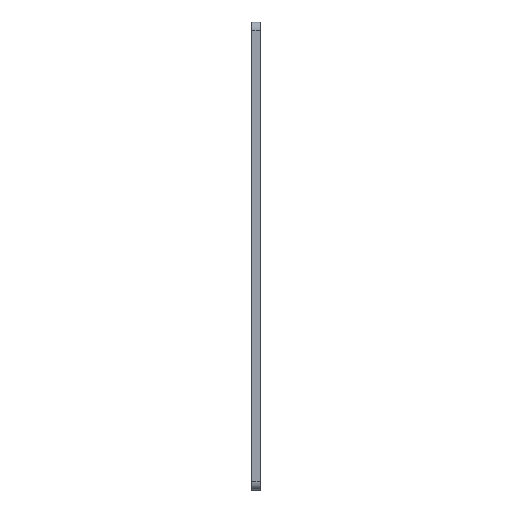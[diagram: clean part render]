
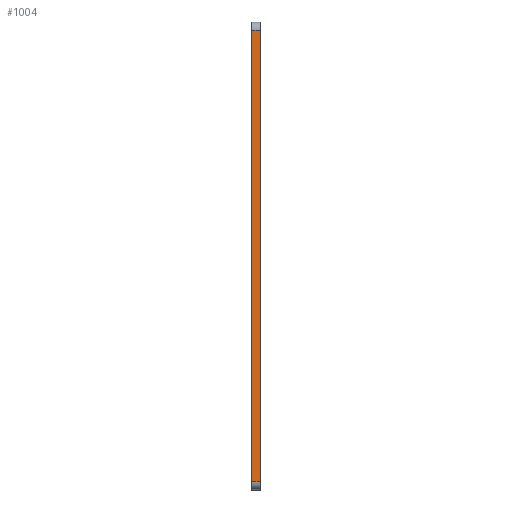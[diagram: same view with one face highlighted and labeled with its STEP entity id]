
A CAD part, left-side view. The second image highlights one B-rep face of the part: STEP entity #1004.
In plain terms, the highlighted planar face has unit normal (-1, 0, 0).
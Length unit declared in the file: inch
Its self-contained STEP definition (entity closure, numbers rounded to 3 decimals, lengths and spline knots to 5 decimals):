
#146 = CARTESIAN_POINT ( 'NONE',  ( -3.5, -1.1885, 3.375 ) ) ;
#179 = CARTESIAN_POINT ( 'NONE',  ( -3.5, -1.1885, 3.375 ) ) ;
#232 = EDGE_CURVE ( 'NONE', #442, #420, #701, .T. ) ;
#259 = CARTESIAN_POINT ( 'NONE',  ( -3.5, -1.0635, -3.375 ) ) ;
#299 = CARTESIAN_POINT ( 'NONE',  ( -3.5, -1.1885, 3.375 ) ) ;
#323 = ORIENTED_EDGE ( 'NONE', *, *, #896, .T. ) ;
#341 = ORIENTED_EDGE ( 'NONE', *, *, #232, .T. ) ;
#373 = ORIENTED_EDGE ( 'NONE', *, *, #816, .F. ) ;
#380 = ORIENTED_EDGE ( 'NONE', *, *, #708, .F. ) ;
#382 = FACE_OUTER_BOUND ( 'NONE', #453, .T. ) ;
#420 = VERTEX_POINT ( 'NONE', #259 ) ;
#442 = VERTEX_POINT ( 'NONE', #847 ) ;
#453 = EDGE_LOOP ( 'NONE', ( #341, #373, #380, #323 ) ) ;
#482 = CARTESIAN_POINT ( 'NONE',  ( -3.5, -1.1885, -3.375 ) ) ;
#487 = CARTESIAN_POINT ( 'NONE',  ( -3.5, -1.0635, 3.375 ) ) ;
#491 = VECTOR ( 'NONE', #905, 39.37008 ) ;
#503 = CARTESIAN_POINT ( 'NONE',  ( -3.5, -1.1885, -3.375 ) ) ;
#517 = VECTOR ( 'NONE', #763, 39.37008 ) ;
#535 = LINE ( 'NONE', #146, #491 ) ;
#570 = LINE ( 'NONE', #503, #517 ) ;
#632 = DIRECTION ( 'NONE',  ( 0., 0., -1. ) ) ;
#664 = VECTOR ( 'NONE', #632, 39.37008 ) ;
#676 = AXIS2_PLACEMENT_3D ( 'NONE', #878, #824, #820 ) ;
#701 = LINE ( 'NONE', #487, #664 ) ;
#708 = EDGE_CURVE ( 'NONE', #777, #895, #535, .T. ) ;
#763 = DIRECTION ( 'NONE',  ( 0., 1., 0. ) ) ;
#777 = VERTEX_POINT ( 'NONE', #179 ) ;
#795 = VECTOR ( 'NONE', #1002, 39.37008 ) ;
#816 = EDGE_CURVE ( 'NONE', #895, #420, #570, .T. ) ;
#820 = DIRECTION ( 'NONE',  ( 0., 0., 1. ) ) ;
#824 = DIRECTION ( 'NONE',  ( -1., 0., 0. ) ) ;
#825 = PLANE ( 'NONE',  #676 ) ;
#836 = LINE ( 'NONE', #299, #795 ) ;
#847 = CARTESIAN_POINT ( 'NONE',  ( -3.5, -1.0635, 3.375 ) ) ;
#878 = CARTESIAN_POINT ( 'NONE',  ( -3.5, -1.1885, 3.375 ) ) ;
#895 = VERTEX_POINT ( 'NONE', #482 ) ;
#896 = EDGE_CURVE ( 'NONE', #777, #442, #836, .T. ) ;
#905 = DIRECTION ( 'NONE',  ( 0., 0., -1. ) ) ;
#1002 = DIRECTION ( 'NONE',  ( 0., 1., 0. ) ) ;
#1004 = ADVANCED_FACE ( 'NONE', ( #382 ), #825, .T. ) ;
